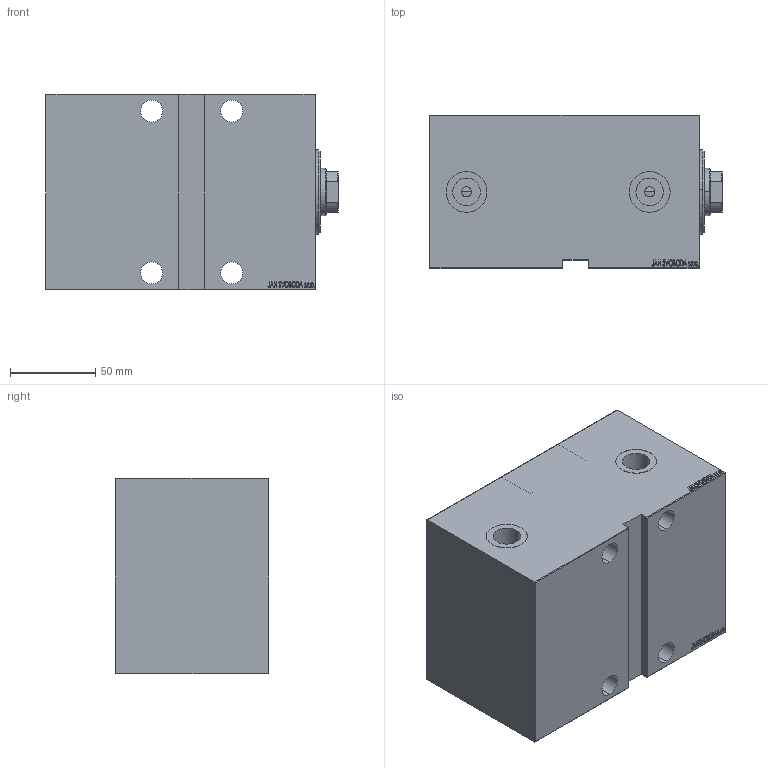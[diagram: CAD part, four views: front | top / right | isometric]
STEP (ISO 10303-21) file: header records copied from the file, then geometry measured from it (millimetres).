
FILE_DESCRIPTION (( 'STEP AP203' ), '1' );
FILE_NAME ('d15c.STEP', '2022-04-17T14:11:35', ( '' ), ( '' ), 'SwSTEP 2.0', 'SolidWorks 2019', '' );
FILE_SCHEMA (( 'CONFIG_CONTROL_DESIGN' ));
Length unit declared in the file: millimetre
Products named in the file (4): V450CM_G_VCP a35dc9ccc4db56d6d338a5da464a4f61; V450CM_G_Body a35dc9ccc4db56d6d338a5da464a4f61; V450CM_VC_G a35dc9ccc4db56d6d338a5da464a4f61; d15c
Assembly tree (3 placements, depth 2):
  d15c
    V450CM_G_Body a35dc9ccc4db56d6d338a5da464a4f61
    V450CM_G_VCP a35dc9ccc4db56d6d338a5da464a4f61
    V450CM_VC_G a35dc9ccc4db56d6d338a5da464a4f61
Bounding box: 171.5 x 90 x 115 mm (x, y, z)
Volume: 1296562.4 mm3; surface area: 167552.4 mm2
Topology: 3 solids, 3 shells, 856 faces, 2207 edges, 1463 vertices
Faces by surface type: plane 410, bspline 380, cylinder 52, cone 14
Entity records: 43301 total; most frequent: CARTESIAN_POINT 24520, ORIENTED_EDGE 4410, DIRECTION 2511, EDGE_CURVE 2205, VERTEX_POINT 1463, LINE 1315, VECTOR 1315, EDGE_LOOP 978
